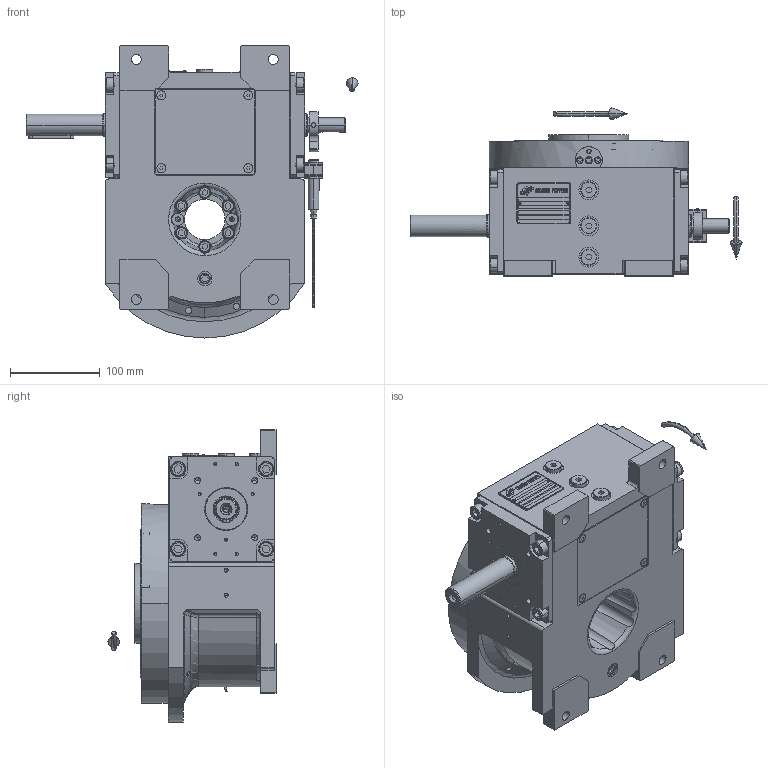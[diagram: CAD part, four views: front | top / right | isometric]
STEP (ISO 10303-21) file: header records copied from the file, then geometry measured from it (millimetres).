
FILE_DESCRIPTION (( 'STEP AP203' ), '1' );
FILE_NAME ('PC5004804.step', '2025-10-10T12:38:45', ( '' ), ( '' ), 'SwSTEP 2.0', 'SolidWorks 2020', '' );
FILE_SCHEMA (( 'CONFIG_CONTROL_DESIGN' ));
Length unit declared in the file: millimetre
Products named in the file (84): cfn2003_01_054; AS_900_38_11_019; cfn2000_01_103; rig06_005_n_01; AS_900_38_30_003; cfn2107_01_001; AS_cfn2476_01_002_60x46; cfn2000_01_124; cfn2000_01_126; cfn2151_01_109; freccia_angolare; 900_38_11_019; cfn2158_01_010; freccia_angolare_albero; cfn2476_01_002_60x46; cfn2128_04_004; cfn2000_01_161; CFN2356_03_047.stp; CFN2203_02_001.stp; AS_rig06_002_bl_001; cfn2115_01_005; rig06_003_8; cfn2151_01_090; cfn2155_01_303; CFN2223_01-570X6-B.stp; AS_rig06_004_s_001; rig06_002_bl_001; CFN2000_01_185.stp; AS_rig06_004; rig06_017; cfn2104_01_016; RIG06_021_AF0.stp; rig06_071_08_m_asm.stp; cfn2158_01_011; PC5004804; AS_rig06_071_8_m; AS_rig06_017; olio_agip_blasia_150; cfn2070_05_005; cfn2151_01_290 ...
Assembly tree (77 placements, depth 5):
  cfn2151_01_109
  cfn2158_01_010
  CFN2356_03_047.stp
  CFN2203_02_001.stp
  cfn2151_01_090
Bounding box: 369.5 x 187 x 325 mm (x, y, z)
Volume: 2335859.1 mm3; surface area: 771061.5 mm2
Topology: 67 solids, 69 shells, 2167 faces, 5361 edges, 3444 vertices
Faces by surface type: plane 1101, cylinder 699, cone 331, torus 22, bspline 8, sphere 6
Entity records: 74781 total; most frequent: CARTESIAN_POINT 17086, DIRECTION 10288, ORIENTED_EDGE 9922, EDGE_CURVE 4963, AXIS2_PLACEMENT_3D 3562, VERTEX_POINT 3239, VECTOR 3164, LINE 3164
